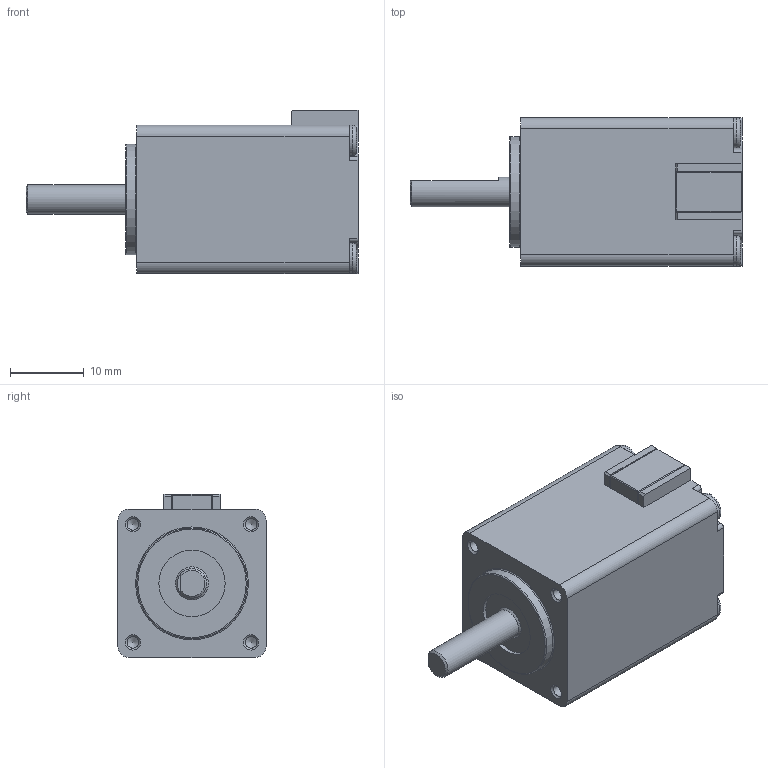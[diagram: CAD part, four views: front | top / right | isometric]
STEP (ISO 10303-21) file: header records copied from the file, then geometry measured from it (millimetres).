
FILE_DESCRIPTION(/* description */ (''),/* implementation_level */ '2;1');
FILE_NAME(/* name */ 'Nema-8-stepper-motor.stp',/* time_stamp */ '2015-11-17T04:07:03+03:00',/* author */ ('Administrator'),/* organization */ (''),/* preprocessor_version */ 'ST-DEVELOPER v15.6',/* originating_system */ 'Autodesk Inventor 2015',/* authorisation */ '');
FILE_SCHEMA (('AUTOMOTIVE_DESIGN { 1 0 10303 214 3 1 1 }'));
Length unit declared in the file: millimetre
Products named in the file (1): Nema-8-stepper-motor
Bounding box: 45 x 20.1 x 22.1 mm (x, y, z)
Volume: 12531 mm3; surface area: 3673.3 mm2
Topology: 1 solids, 1 shells, 98 faces, 241 edges, 149 vertices
Faces by surface type: plane 48, cylinder 32, cone 10, torus 6, sphere 2
Full cylindrical faces by diameter (mm): 1.567 x4, 4 x1, 4.1 x4, 9 x1, 15 x1
Entity records: 2812 total; most frequent: DIRECTION 487, CARTESIAN_POINT 457, ORIENTED_EDGE 420, EDGE_CURVE 210, AXIS2_PLACEMENT_3D 180, VERTEX_POINT 144, EDGE_LOOP 128, LINE 127
